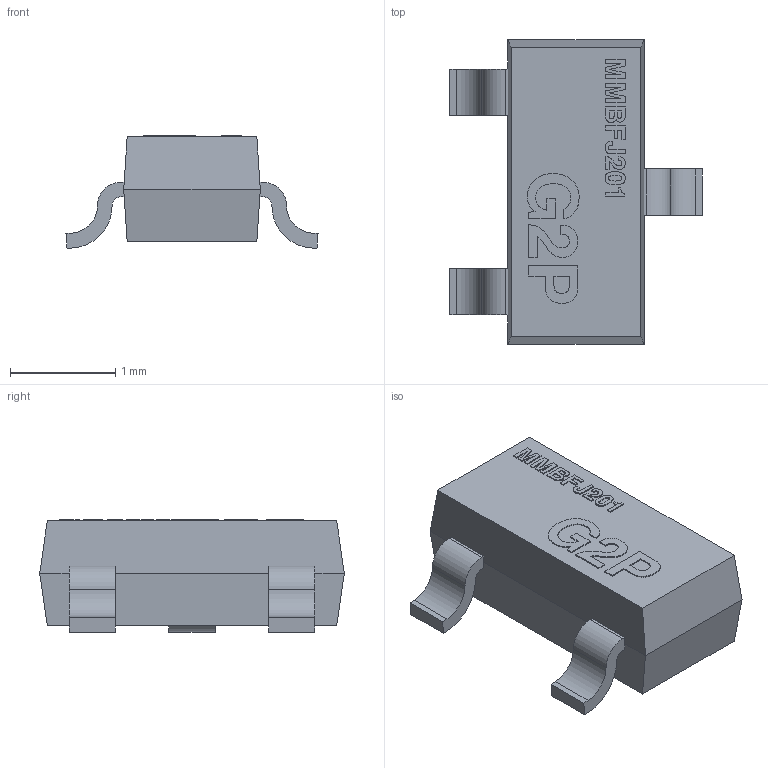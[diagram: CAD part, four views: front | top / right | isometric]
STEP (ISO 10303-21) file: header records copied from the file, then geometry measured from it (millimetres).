
FILE_DESCRIPTION(('FreeCAD Model'),'2;1');
FILE_NAME('ON_Semi_MMBFJ201.step','2019-07-22T11:15:58',('Author'),(''), 'Open CASCADE STEP processor 7.3','FreeCAD','Unknown');
FILE_SCHEMA(('AUTOMOTIVE_DESIGN { 1 0 10303 214 1 1 1 1 }'));
Length unit declared in the file: millimetre
Products named in the file (1): MMBFJ201
Bounding box: 2.4 x 2.9 x 1.07 mm (x, y, z)
Volume: 3.7 mm3; surface area: 18.1 mm2
Topology: 1 solids, 1 shells, 257 faces, 716 edges, 476 vertices
Faces by surface type: plane 126, extrusion 111, cylinder 12, bspline 8
Entity records: 10134 total; most frequent: CARTESIAN_POINT 2210, ORIENTED_EDGE 1432, DIRECTION 881, EDGE_CURVE 716, VECTOR 555, VERTEX_POINT 476, LINE 444, B_SPLINE_CURVE_WITH_KNOTS 359
